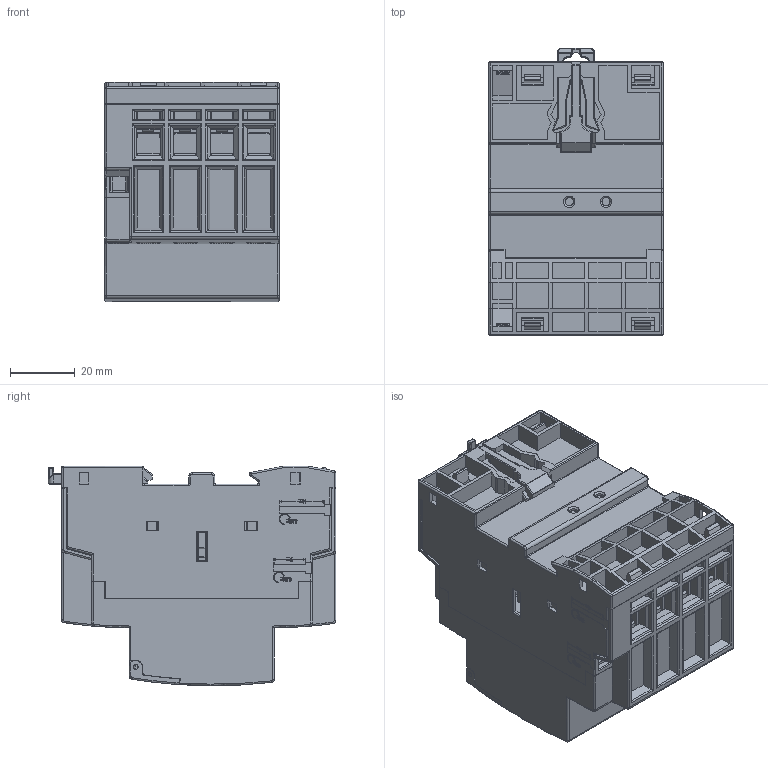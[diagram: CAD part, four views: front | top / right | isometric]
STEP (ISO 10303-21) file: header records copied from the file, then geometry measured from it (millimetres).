
FILE_DESCRIPTION((''),'2;1');
FILE_NAME('6340_ASM','2022-07-19T',('Administrator'),(''),'PRO/ENGINEER BY PARAMETRIC TECHNOLOGY CORPORATION, 2015440','PRO/ENGINEER BY PARAMETRIC TECHNOLOGY CORPORATION, 2015440','');
FILE_SCHEMA(('CONFIG_CONTROL_DESIGN'));
Products named in the file (26): 8D_024_6011; 8D_140_6001_AF0; 5D_024_6006_ASM; 8D_557_6004_AF0; 5D_550_6008_ASM; 8D_104_6006_AF0; 5D_104_6010_AF0_ASM; 5D_104_6011_ASM; 8D_557_6004_AF1; 5D_550_6009_ASM; 8D_732_6003_AF0; 8D_516_6002_AF0; 8D_516_6003_AF0; 5D_520_6003_AF0_ASM; 8D_110_6000; 8D_900_6003; 5D_850_6000_ASM; 5D_615_6006_ASM; 8D_110_6001; 8D_772_6000; 8D_900_6004; 5D_850_6001_ASM; 8D_315_3363; 8D_315_0007; 8D_315_8016; 6340_ASM
Assembly tree (39 placements, depth 4):
  6340_ASM
    5D_024_6006_ASM
      8D_024_6011
      8D_140_6001_AF0
    5D_550_6008_ASM  x4
      8D_557_6004_AF0
    5D_104_6011_ASM
      5D_104_6010_AF0_ASM
        8D_104_6006_AF0
    5D_550_6009_ASM  x4
      8D_557_6004_AF1
    5D_615_6006_ASM
      5D_520_6003_AF0_ASM
        8D_732_6003_AF0
        8D_516_6002_AF0
        8D_516_6003_AF0
      5D_850_6000_ASM  x2
        8D_110_6000
        8D_900_6003
    5D_850_6001_ASM  x8
      8D_110_6001
      8D_772_6000
      8D_900_6004
    8D_315_3363
    8D_315_0007
    8D_315_8016
Bounding box: 54 x 89.1 x 68 mm (x, y, z)
Volume: 126786.1 mm3; surface area: 105324 mm2
Topology: 44 solids, 65 shells, 5950 faces, 16075 edges, 10299 vertices
Faces by surface type: plane 3925, cylinder 1491, torus 263, bspline 145, cone 72, sphere 54
Entity records: 117501 total; most frequent: CARTESIAN_POINT 26090, ORIENTED_EDGE 19558, DIRECTION 17843, EDGE_CURVE 9787, VECTOR 7961, LINE 7961, VERTEX_POINT 6273, AXIS2_PLACEMENT_3D 4941
